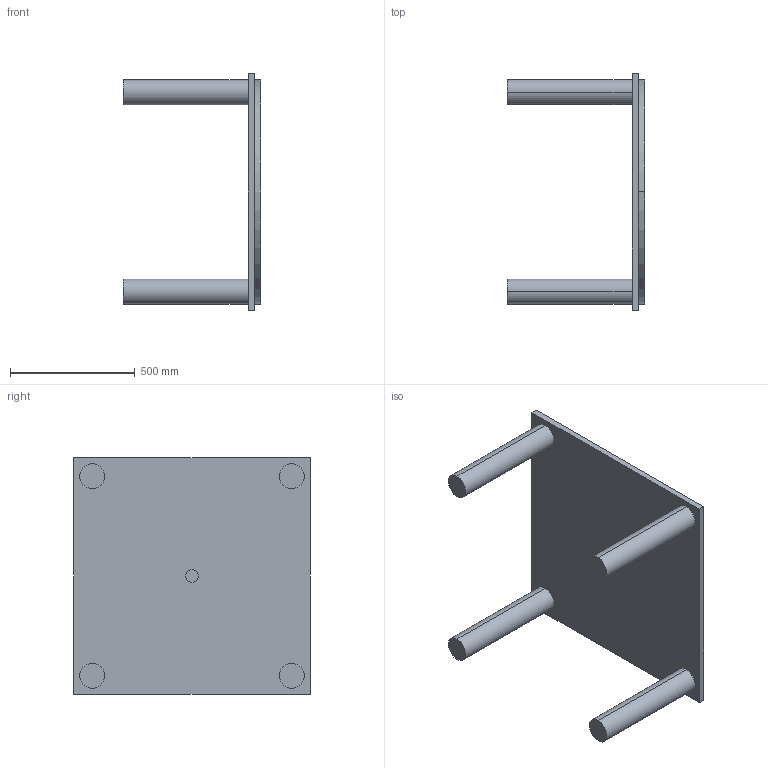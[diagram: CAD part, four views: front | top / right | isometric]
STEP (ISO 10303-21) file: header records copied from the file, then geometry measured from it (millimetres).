
FILE_DESCRIPTION((''),'2;1');
FILE_NAME('ASM0001_ASM','2020-02-12T12:08:30',('solet'),(''),'CREO PARAMETRIC BY PTC INC, 2019224','CREO PARAMETRIC BY PTC INC, 2019224','');
FILE_SCHEMA(('CONFIG_CONTROL_DESIGN'));
Products named in the file (3): PRT0001; PRT0002; ASM0001_ASM
Assembly tree (2 placements, depth 2):
  ASM0001_ASM
    PRT0001
    PRT0002
Bounding box: 550 x 950 x 950 mm (x, y, z)
Volume: 53929339.2 mm3; surface area: 3883130.4 mm2
Topology: 2 solids, 2 shells, 49 faces, 96 edges, 64 vertices
Faces by surface type: cylinder 28, plane 21
Entity records: 1376 total; most frequent: DIRECTION 260, CARTESIAN_POINT 214, ORIENTED_EDGE 192, AXIS2_PLACEMENT_3D 110, EDGE_CURVE 96, VERTEX_POINT 64, EDGE_LOOP 62, CIRCLE 56
